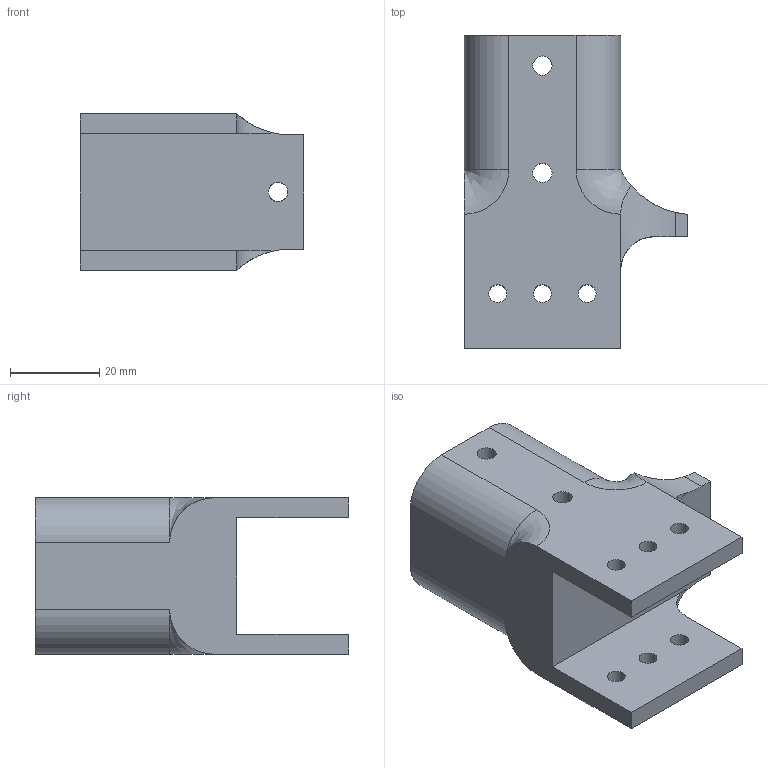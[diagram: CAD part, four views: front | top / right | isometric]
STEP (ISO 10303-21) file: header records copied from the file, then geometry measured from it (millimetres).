
FILE_DESCRIPTION(/* description */ (''),/* implementation_level */ '2;1');
FILE_NAME(/* name */ 'corner coupler_.step',/* time_stamp */ '2025-08-05T14:29:29-07:00',/* author */ (''),/* organization */ (''),/* preprocessor_version */ 'ST-DEVELOPER v20.1',/* originating_system */ 'Autodesk Translation Framework v14.10.0.0',/* authorisation */ '');
FILE_SCHEMA (('AUTOMOTIVE_DESIGN { 1 0 10303 214 3 1 1 }'));
Length unit declared in the file: inch
Products named in the file (2): corner coupler; Component1
Assembly tree (1 placements, depth 2):
  corner coupler
    Component1
Bounding box: 50 x 70 x 35 mm (x, y, z)
Volume: 36542.5 mm3; surface area: 17401.5 mm2
Topology: 1 solids, 1 shells, 44 faces, 124 edges, 79 vertices
Faces by surface type: plane 20, cylinder 20, bspline 4
Full cylindrical faces by diameter (mm): 4 x6, 4.3 x5
Entity records: 1608 total; most frequent: CARTESIAN_POINT 390, ORIENTED_EDGE 240, DIRECTION 237, EDGE_CURVE 120, AXIS2_PLACEMENT_3D 84, VERTEX_POINT 79, LINE 69, VECTOR 69
